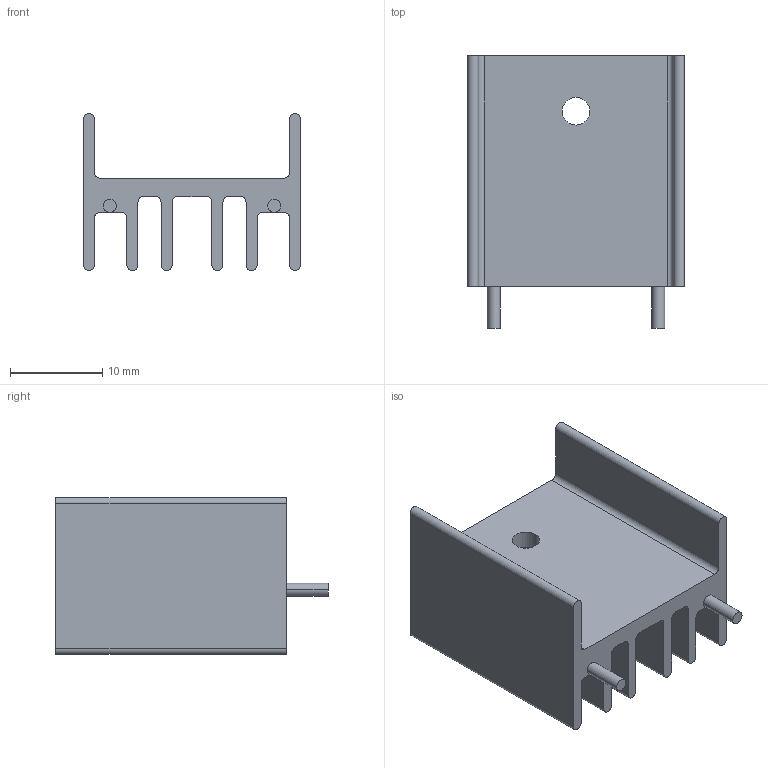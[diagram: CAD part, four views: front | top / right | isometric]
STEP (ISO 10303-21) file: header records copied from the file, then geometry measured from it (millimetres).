
FILE_DESCRIPTION((''),'2;1');
FILE_NAME('HEATSINK','2022-03-14T17:56:27',('watag'),(''),'CREO PARAMETRIC BY PTC INC, 2020281','CREO PARAMETRIC BY PTC INC, 2020281','');
FILE_SCHEMA(('AUTOMOTIVE_DESIGN { 1 0 10303 214 1 1 1 1 }'));
Length unit declared in the file: millimetre
Products named in the file (1): HEATSINK
Bounding box: 23.5 x 29.5 x 17 mm (x, y, z)
Volume: 3252.1 mm3; surface area: 4444.1 mm2
Topology: 1 solids, 1 shells, 57 faces, 163 edges, 108 vertices
Faces by surface type: cylinder 31, plane 26
Entity records: 2350 total; most frequent: DIRECTION 339, CARTESIAN_POINT 336, ORIENTED_EDGE 326, EDGE_CURVE 163, AXIS2_PLACEMENT_3D 120, VERTEX_POINT 108, VECTOR 99, LINE 99
